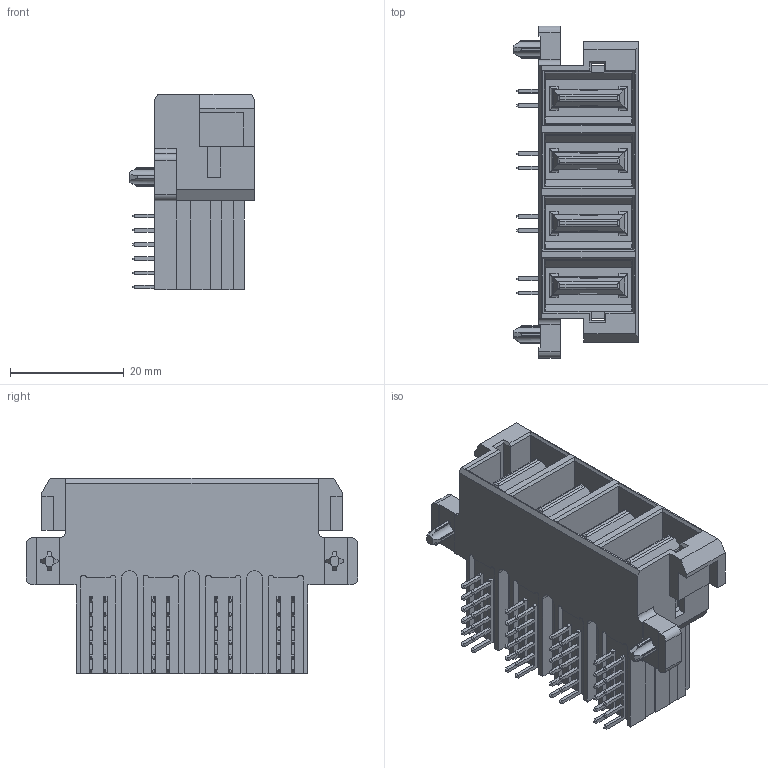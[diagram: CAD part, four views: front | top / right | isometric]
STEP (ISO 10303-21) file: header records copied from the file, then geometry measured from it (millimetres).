
FILE_DESCRIPTION((''),'2;1');
FILE_NAME('1510350004','2020-07-21T',('gga'),(''),'PRO/ENGINEER BY PARAMETRIC TECHNOLOGY CORPORATION, 2016010','PRO/ENGINEER BY PARAMETRIC TECHNOLOGY CORPORATION, 2016010','');
FILE_SCHEMA(('CONFIG_CONTROL_DESIGN'));
Length unit declared in the file: millimetre
Products named in the file (1): 1510350004
Bounding box: 22.06 x 58.4 x 34.37 mm (x, y, z)
Volume: 15385.9 mm3; surface area: 16551.8 mm2
Topology: 1 solids, 1 shells, 1118 faces, 3114 edges, 2018 vertices
Faces by surface type: plane 896, cylinder 222
Entity records: 35458 total; most frequent: CARTESIAN_POINT 6762, ORIENTED_EDGE 6028, DIRECTION 5652, EDGE_CURVE 3014, VECTOR 2582, LINE 2582, VERTEX_POINT 1918, AXIS2_PLACEMENT_3D 1535
